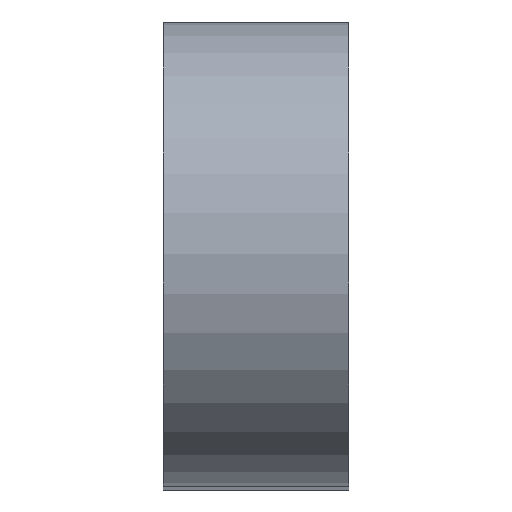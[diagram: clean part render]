
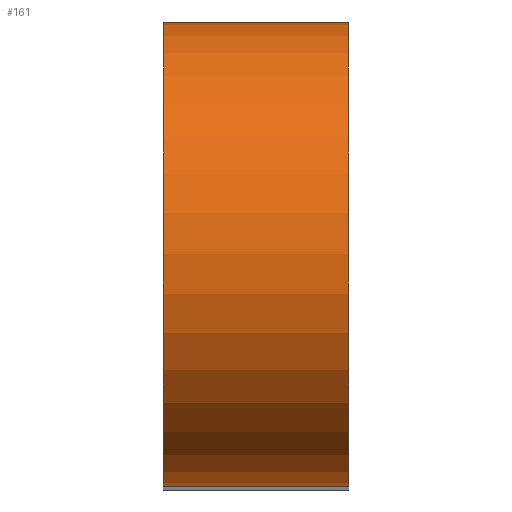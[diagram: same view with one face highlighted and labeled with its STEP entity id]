
A CAD part, top view. The second image highlights one B-rep face of the part: STEP entity #161.
In plain terms, the highlighted cylindrical face has radius 5 mm (diameter 10 mm), a partial arc.
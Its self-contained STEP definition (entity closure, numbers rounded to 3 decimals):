
#26=CYLINDRICAL_SURFACE('',#192,5.);
#34=FACE_OUTER_BOUND('',#45,.T.);
#45=EDGE_LOOP('',(#143,#144,#145,#146));
#54=LINE('',#272,#65);
#59=LINE('',#283,#70);
#65=VECTOR('',#226,10.);
#70=VECTOR('',#237,10.);
#74=CIRCLE('',#183,5.);
#79=CIRCLE('',#193,5.);
#83=VERTEX_POINT('',#256);
#84=VERTEX_POINT('',#257);
#89=VERTEX_POINT('',#271);
#92=VERTEX_POINT('',#281);
#98=EDGE_CURVE('',#83,#84,#74,.T.);
#105=EDGE_CURVE('',#83,#89,#54,.T.);
#111=EDGE_CURVE('',#84,#92,#59,.T.);
#112=EDGE_CURVE('',#89,#92,#79,.T.);
#143=ORIENTED_EDGE('',*,*,#98,.T.);
#144=ORIENTED_EDGE('',*,*,#111,.T.);
#145=ORIENTED_EDGE('',*,*,#112,.F.);
#146=ORIENTED_EDGE('',*,*,#105,.F.);
#161=ADVANCED_FACE('',(#34),#26,.T.);
#183=AXIS2_PLACEMENT_3D('',#258,#211,#212);
#192=AXIS2_PLACEMENT_3D('',#284,#238,#239);
#193=AXIS2_PLACEMENT_3D('',#285,#240,#241);
#211=DIRECTION('center_axis',(-1.,0.,0.));
#212=DIRECTION('ref_axis',(0.,-1.,0.));
#226=DIRECTION('',(-1.,0.,0.));
#237=DIRECTION('',(-1.,0.,0.));
#238=DIRECTION('center_axis',(-1.,0.,0.));
#239=DIRECTION('ref_axis',(0.,-1.,0.));
#240=DIRECTION('center_axis',(-1.,0.,0.));
#241=DIRECTION('ref_axis',(0.,-1.,0.));
#256=CARTESIAN_POINT('',(-16.,0.,426.));
#257=CARTESIAN_POINT('',(-16.,10.,426.));
#258=CARTESIAN_POINT('Origin',(-16.,5.,426.));
#271=CARTESIAN_POINT('',(-20.,0.,426.));
#272=CARTESIAN_POINT('',(-16.,0.,426.));
#281=CARTESIAN_POINT('',(-20.,10.,426.));
#283=CARTESIAN_POINT('',(-16.,10.,426.));
#284=CARTESIAN_POINT('Origin',(-16.,5.,426.));
#285=CARTESIAN_POINT('Origin',(-20.,5.,426.));
